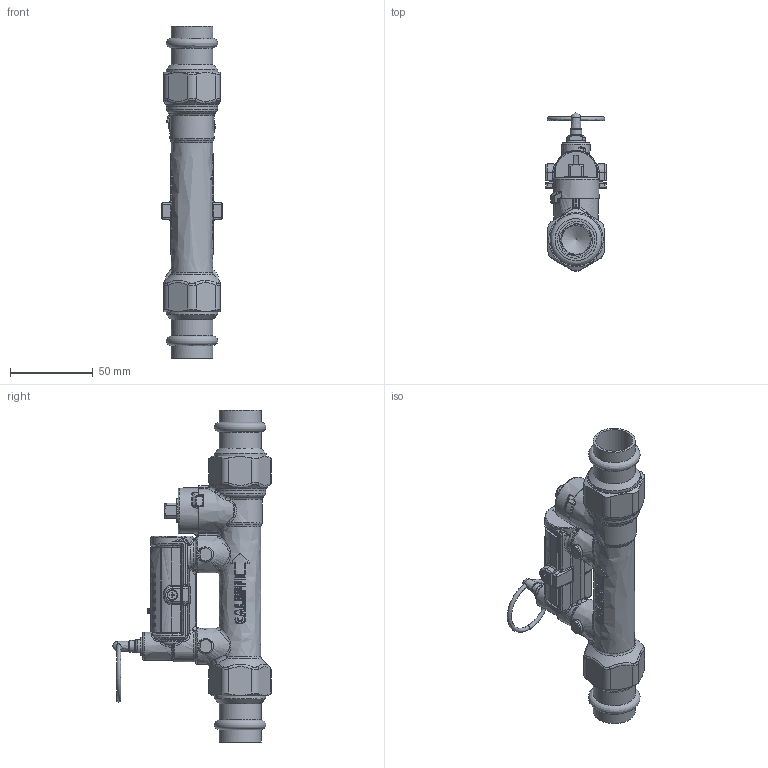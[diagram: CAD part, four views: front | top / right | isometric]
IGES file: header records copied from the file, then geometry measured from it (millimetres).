
Global section: file name: 132556A_Simplify_1; native system: Autodesk Inventor 2025; preprocessor: unknown; author: ischreiner; date: 20250717.083027; units: inch
Bounding box: 36.6 x 95.9 x 200.88 mm (x, y, z)
Volume: 167615.4 mm3; surface area: 54198.3 mm2
Topology: 4 solids, 6 shells, 2525 faces, 6361 edges, 3776 vertices
Faces by surface type: bspline 2525
